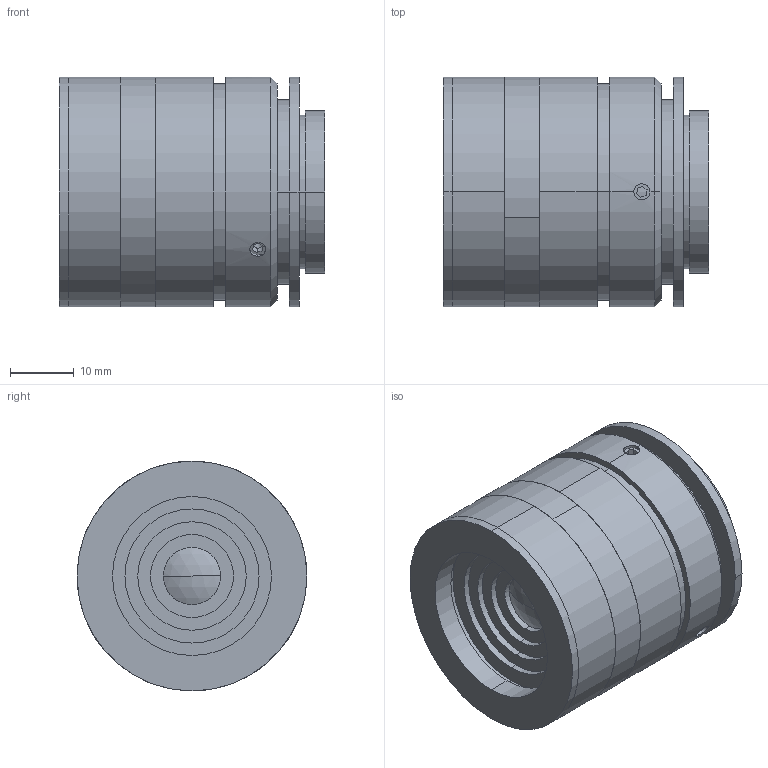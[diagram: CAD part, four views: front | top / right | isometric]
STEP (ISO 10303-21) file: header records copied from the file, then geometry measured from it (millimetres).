
FILE_DESCRIPTION (( 'STEP AP203' ), '1' );
FILE_NAME ('XF-MH065X57.STEP', '2024-08-06T08:06:55', ( '' ), ( '' ), 'SwSTEP 2.0', 'SolidWorks 2022', '' );
FILE_SCHEMA (( 'CONFIG_CONTROL_DESIGN' ));
Length unit declared in the file: millimetre
Products named in the file (1): XF-MH065X57
Bounding box: 41.54 x 36 x 36 mm (x, y, z)
Surface area: 11423.7 mm2 (no closed solid volume)
Topology: 0 solids, 11 shells, 92 faces, 239 edges, 161 vertices
Faces by surface type: cylinder 42, plane 42, cone 6, sphere 2
Entity records: 3090 total; most frequent: CARTESIAN_POINT 717, DIRECTION 521, ORIENTED_EDGE 400, EDGE_CURVE 235, AXIS2_PLACEMENT_3D 205, VERTEX_POINT 161, EDGE_LOOP 115, CIRCLE 112
